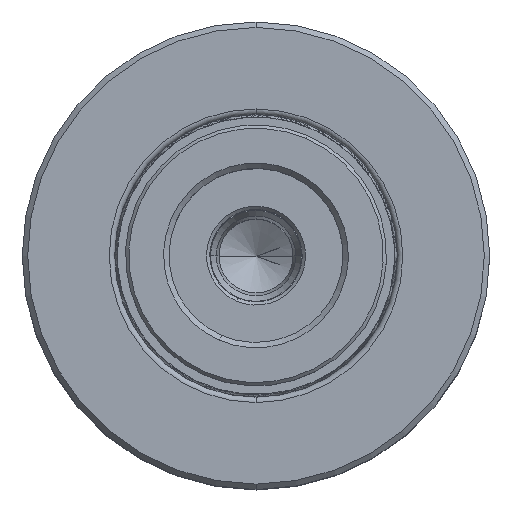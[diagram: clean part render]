
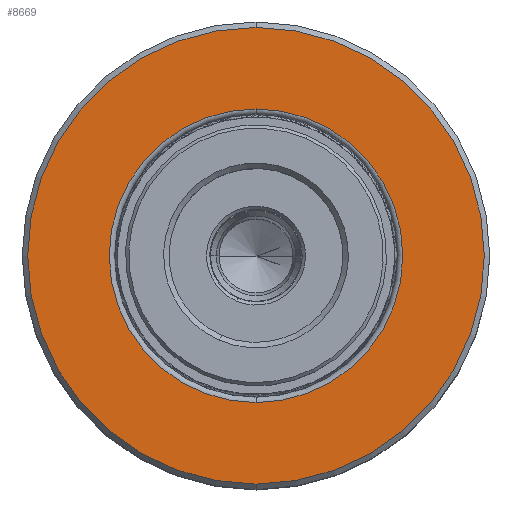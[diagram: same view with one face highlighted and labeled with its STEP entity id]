
A CAD part, top view. The second image highlights one B-rep face of the part: STEP entity #8669.
In plain terms, the highlighted face is planar.
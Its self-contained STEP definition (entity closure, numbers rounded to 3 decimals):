
#150 = EDGE_LOOP ( 'NONE', ( #24580, #25695 ) ) ;
#1342 = AXIS2_PLACEMENT_3D ( 'NONE', #12979, #23673, #2324 ) ;
#1740 = VERTEX_POINT ( 'NONE', #30390 ) ;
#2324 = DIRECTION ( 'NONE',  ( 0., 0., -1. ) ) ;
#3176 = EDGE_CURVE ( 'NONE', #1740, #9687, #25666, .T. ) ;
#3857 = PLANE ( 'NONE',  #23695 ) ;
#4186 = DIRECTION ( 'NONE',  ( 0., 0., 1. ) ) ;
#4652 = CIRCLE ( 'NONE', #15566, 21. ) ;
#5219 = DIRECTION ( 'NONE',  ( 0., 0., -1. ) ) ;
#5743 = CARTESIAN_POINT ( 'NONE',  ( 0., 15.687, 21. ) ) ;
#6089 = EDGE_CURVE ( 'NONE', #16196, #6672, #17488, .T. ) ;
#6672 = VERTEX_POINT ( 'NONE', #25972 ) ;
#7259 = AXIS2_PLACEMENT_3D ( 'NONE', #17084, #19391, #14329 ) ;
#8669 = ADVANCED_FACE ( 'NONE', ( #16610, #28084 ), #3857, .T. ) ;
#9687 = VERTEX_POINT ( 'NONE', #5743 ) ;
#10828 = CARTESIAN_POINT ( 'NONE',  ( 0., 15.687, 0. ) ) ;
#10943 = DIRECTION ( 'NONE',  ( 0., -1., 0. ) ) ;
#12979 = CARTESIAN_POINT ( 'NONE',  ( 0., 15.687, 0. ) ) ;
#14329 = DIRECTION ( 'NONE',  ( 0., 0., -1. ) ) ;
#14410 = AXIS2_PLACEMENT_3D ( 'NONE', #10828, #10943, #29238 ) ;
#15086 = CIRCLE ( 'NONE', #1342, 13.5 ) ;
#15566 = AXIS2_PLACEMENT_3D ( 'NONE', #21390, #21044, #5219 ) ;
#16196 = VERTEX_POINT ( 'NONE', #29854 ) ;
#16610 = FACE_BOUND ( 'NONE', #150, .T. ) ;
#17084 = CARTESIAN_POINT ( 'NONE',  ( 0., 15.687, 0. ) ) ;
#17308 = ORIENTED_EDGE ( 'NONE', *, *, #30468, .F. ) ;
#17488 = CIRCLE ( 'NONE', #14410, 13.5 ) ;
#19099 = EDGE_LOOP ( 'NONE', ( #31155, #17308 ) ) ;
#19391 = DIRECTION ( 'NONE',  ( 0., -1., 0. ) ) ;
#21044 = DIRECTION ( 'NONE',  ( 0., -1., 0. ) ) ;
#21390 = CARTESIAN_POINT ( 'NONE',  ( 0., 15.687, 0. ) ) ;
#22309 = DIRECTION ( 'NONE',  ( 0., 1., 0. ) ) ;
#22422 = CARTESIAN_POINT ( 'NONE',  ( 21., 15.687, 0. ) ) ;
#23673 = DIRECTION ( 'NONE',  ( 0., -1., 0. ) ) ;
#23695 = AXIS2_PLACEMENT_3D ( 'NONE', #22422, #22309, #4186 ) ;
#24580 = ORIENTED_EDGE ( 'NONE', *, *, #6089, .T. ) ;
#25666 = CIRCLE ( 'NONE', #7259, 21. ) ;
#25695 = ORIENTED_EDGE ( 'NONE', *, *, #27366, .T. ) ;
#25972 = CARTESIAN_POINT ( 'NONE',  ( 0., 15.687, 13.5 ) ) ;
#27366 = EDGE_CURVE ( 'NONE', #6672, #16196, #15086, .T. ) ;
#28084 = FACE_OUTER_BOUND ( 'NONE', #19099, .T. ) ;
#29238 = DIRECTION ( 'NONE',  ( 0., 0., -1. ) ) ;
#29854 = CARTESIAN_POINT ( 'NONE',  ( 0., 15.687, -13.5 ) ) ;
#30390 = CARTESIAN_POINT ( 'NONE',  ( 0., 15.687, -21. ) ) ;
#30468 = EDGE_CURVE ( 'NONE', #9687, #1740, #4652, .T. ) ;
#31155 = ORIENTED_EDGE ( 'NONE', *, *, #3176, .F. ) ;
